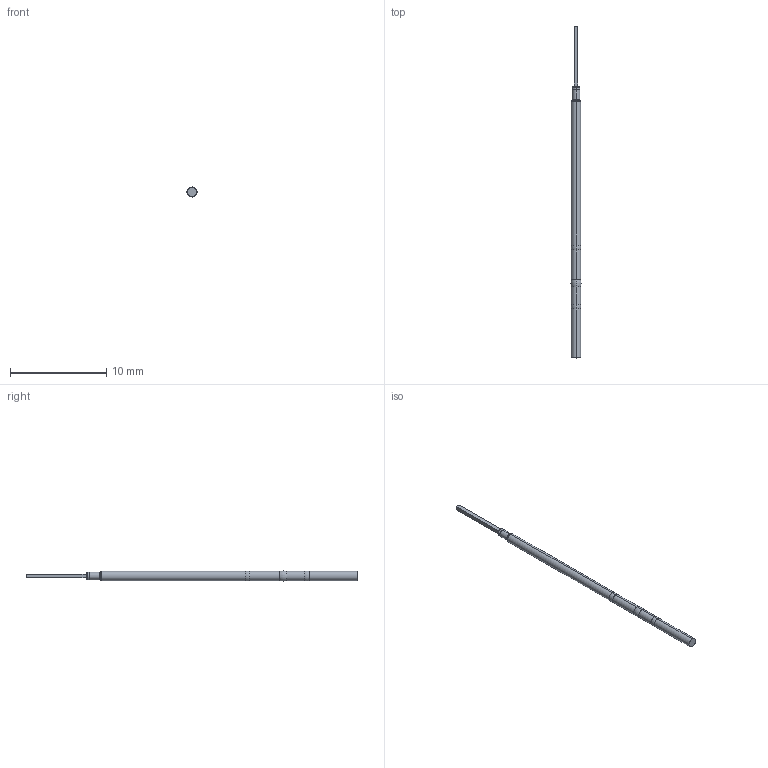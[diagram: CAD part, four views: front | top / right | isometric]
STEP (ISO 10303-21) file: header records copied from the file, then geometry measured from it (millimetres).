
FILE_DESCRIPTION (( 'STEP AP214' ), '1' );
FILE_NAME ('050-STB255W-_.STEP', '2013-05-09T14:09:50', ( 'spare' ), ( '' ), 'SwSTEP 2.0', 'SolidWorks 2012', '' );
FILE_SCHEMA (( 'AUTOMOTIVE_DESIGN' ));
Length unit declared in the file: inch
Products named in the file (1): 050-STB255W-_
Bounding box: 1.05 x 34.42 x 1.05 mm (x, y, z)
Volume: 20.9 mm3; surface area: 95.1 mm2
Topology: 1 solids, 1 shells, 53 faces, 112 edges, 62 vertices
Faces by surface type: cylinder 16, plane 15, torus 10, bspline 8, cone 4
Entity records: 1546 total; most frequent: CARTESIAN_POINT 388, DIRECTION 252, ORIENTED_EDGE 224, EDGE_CURVE 112, AXIS2_PLACEMENT_3D 106, VERTEX_POINT 62, CIRCLE 60, EDGE_LOOP 54
